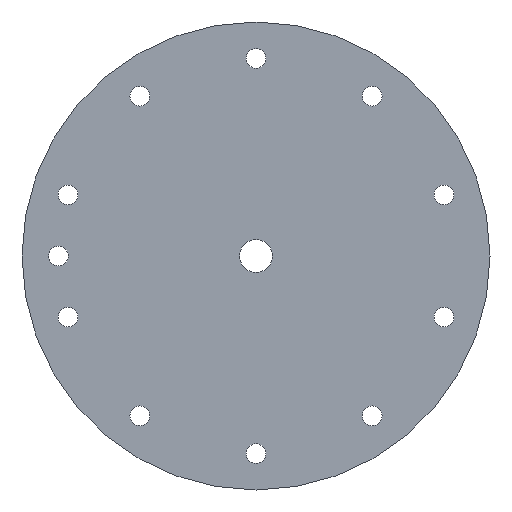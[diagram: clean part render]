
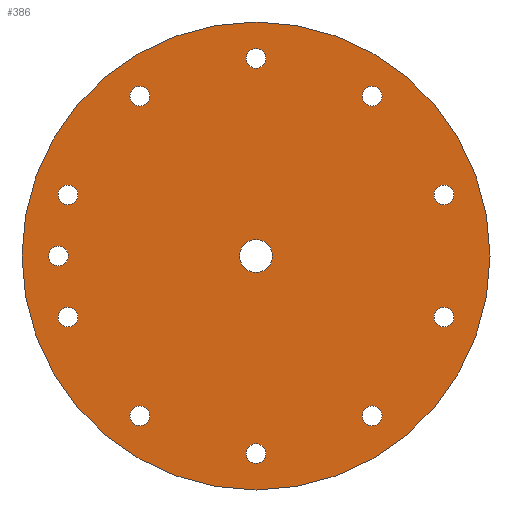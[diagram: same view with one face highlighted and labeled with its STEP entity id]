
A CAD part, front view. The second image highlights one B-rep face of the part: STEP entity #386.
In plain terms, the highlighted planar face has unit normal (0, -1, 0).
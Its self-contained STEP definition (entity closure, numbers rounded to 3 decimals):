
#30=FACE_BOUND('',#100,.T.);
#31=FACE_BOUND('',#101,.T.);
#32=FACE_BOUND('',#102,.T.);
#33=FACE_BOUND('',#103,.T.);
#34=FACE_BOUND('',#104,.T.);
#35=FACE_BOUND('',#105,.T.);
#36=FACE_BOUND('',#106,.T.);
#37=FACE_BOUND('',#107,.T.);
#38=FACE_BOUND('',#108,.T.);
#39=FACE_BOUND('',#109,.T.);
#40=FACE_BOUND('',#110,.T.);
#41=FACE_BOUND('',#111,.T.);
#45=PLANE('',#458);
#65=FACE_OUTER_BOUND('',#99,.T.);
#99=EDGE_LOOP('',(#339));
#100=EDGE_LOOP('',(#340));
#101=EDGE_LOOP('',(#341));
#102=EDGE_LOOP('',(#342));
#103=EDGE_LOOP('',(#343));
#104=EDGE_LOOP('',(#344));
#105=EDGE_LOOP('',(#345));
#106=EDGE_LOOP('',(#346));
#107=EDGE_LOOP('',(#347));
#108=EDGE_LOOP('',(#348));
#109=EDGE_LOOP('',(#349));
#110=EDGE_LOOP('',(#350));
#111=EDGE_LOOP('',(#351));
#148=CIRCLE('',#414,1.27);
#150=CIRCLE('',#417,1.27);
#152=CIRCLE('',#420,1.27);
#154=CIRCLE('',#423,1.27);
#156=CIRCLE('',#426,1.27);
#158=CIRCLE('',#429,1.27);
#160=CIRCLE('',#432,1.27);
#162=CIRCLE('',#435,1.27);
#164=CIRCLE('',#438,1.27);
#166=CIRCLE('',#441,1.27);
#171=CIRCLE('',#450,2.1);
#173=CIRCLE('',#453,1.27);
#175=CIRCLE('',#456,30.);
#180=VERTEX_POINT('',#594);
#182=VERTEX_POINT('',#600);
#184=VERTEX_POINT('',#606);
#186=VERTEX_POINT('',#612);
#188=VERTEX_POINT('',#618);
#190=VERTEX_POINT('',#624);
#192=VERTEX_POINT('',#630);
#194=VERTEX_POINT('',#636);
#196=VERTEX_POINT('',#642);
#198=VERTEX_POINT('',#648);
#203=VERTEX_POINT('',#665);
#205=VERTEX_POINT('',#671);
#207=VERTEX_POINT('',#677);
#214=EDGE_CURVE('',#180,#180,#148,.T.);
#217=EDGE_CURVE('',#182,#182,#150,.T.);
#220=EDGE_CURVE('',#184,#184,#152,.T.);
#223=EDGE_CURVE('',#186,#186,#154,.T.);
#226=EDGE_CURVE('',#188,#188,#156,.T.);
#229=EDGE_CURVE('',#190,#190,#158,.T.);
#232=EDGE_CURVE('',#192,#192,#160,.T.);
#235=EDGE_CURVE('',#194,#194,#162,.T.);
#238=EDGE_CURVE('',#196,#196,#164,.T.);
#241=EDGE_CURVE('',#198,#198,#166,.T.);
#249=EDGE_CURVE('',#203,#203,#171,.T.);
#252=EDGE_CURVE('',#205,#205,#173,.T.);
#255=EDGE_CURVE('',#207,#207,#175,.T.);
#339=ORIENTED_EDGE('',*,*,#255,.F.);
#340=ORIENTED_EDGE('',*,*,#214,.T.);
#341=ORIENTED_EDGE('',*,*,#217,.T.);
#342=ORIENTED_EDGE('',*,*,#220,.T.);
#343=ORIENTED_EDGE('',*,*,#223,.T.);
#344=ORIENTED_EDGE('',*,*,#226,.T.);
#345=ORIENTED_EDGE('',*,*,#229,.T.);
#346=ORIENTED_EDGE('',*,*,#232,.T.);
#347=ORIENTED_EDGE('',*,*,#235,.T.);
#348=ORIENTED_EDGE('',*,*,#238,.T.);
#349=ORIENTED_EDGE('',*,*,#241,.T.);
#350=ORIENTED_EDGE('',*,*,#249,.T.);
#351=ORIENTED_EDGE('',*,*,#252,.T.);
#386=ADVANCED_FACE('',(#65,#30,#31,#32,#33,#34,#35,#36,#37,#38,#39,#40,
#41),#45,.F.);
#414=AXIS2_PLACEMENT_3D('',#596,#477,#478);
#417=AXIS2_PLACEMENT_3D('',#602,#484,#485);
#420=AXIS2_PLACEMENT_3D('',#608,#491,#492);
#423=AXIS2_PLACEMENT_3D('',#614,#498,#499);
#426=AXIS2_PLACEMENT_3D('',#620,#505,#506);
#429=AXIS2_PLACEMENT_3D('',#626,#512,#513);
#432=AXIS2_PLACEMENT_3D('',#632,#519,#520);
#435=AXIS2_PLACEMENT_3D('',#638,#526,#527);
#438=AXIS2_PLACEMENT_3D('',#644,#533,#534);
#441=AXIS2_PLACEMENT_3D('',#650,#540,#541);
#450=AXIS2_PLACEMENT_3D('',#667,#561,#562);
#453=AXIS2_PLACEMENT_3D('',#673,#568,#569);
#456=AXIS2_PLACEMENT_3D('',#679,#575,#576);
#458=AXIS2_PLACEMENT_3D('',#681,#579,#580);
#477=DIRECTION('center_axis',(0.,1.,0.));
#478=DIRECTION('ref_axis',(1.,0.,0.));
#484=DIRECTION('center_axis',(0.,1.,0.));
#485=DIRECTION('ref_axis',(1.,0.,0.));
#491=DIRECTION('center_axis',(0.,1.,0.));
#492=DIRECTION('ref_axis',(1.,0.,0.));
#498=DIRECTION('center_axis',(0.,1.,0.));
#499=DIRECTION('ref_axis',(1.,0.,0.));
#505=DIRECTION('center_axis',(0.,1.,0.));
#506=DIRECTION('ref_axis',(1.,0.,0.));
#512=DIRECTION('center_axis',(0.,1.,0.));
#513=DIRECTION('ref_axis',(1.,0.,0.));
#519=DIRECTION('center_axis',(0.,1.,0.));
#520=DIRECTION('ref_axis',(1.,0.,0.));
#526=DIRECTION('center_axis',(0.,1.,0.));
#527=DIRECTION('ref_axis',(1.,0.,0.));
#533=DIRECTION('center_axis',(0.,1.,0.));
#534=DIRECTION('ref_axis',(1.,0.,0.));
#540=DIRECTION('center_axis',(0.,1.,0.));
#541=DIRECTION('ref_axis',(1.,0.,0.));
#561=DIRECTION('center_axis',(0.,1.,0.));
#562=DIRECTION('ref_axis',(1.,0.,0.));
#568=DIRECTION('center_axis',(0.,1.,0.));
#569=DIRECTION('ref_axis',(1.,0.,0.));
#575=DIRECTION('center_axis',(0.,1.,0.));
#576=DIRECTION('ref_axis',(-1.,0.,0.));
#579=DIRECTION('center_axis',(0.,1.,0.));
#580=DIRECTION('ref_axis',(0.,0.,1.));
#594=CARTESIAN_POINT('',(-1.27,0.,25.338));
#596=CARTESIAN_POINT('Origin',(0.,0.,25.338));
#600=CARTESIAN_POINT('',(-25.368,0.,7.83));
#602=CARTESIAN_POINT('Origin',(-24.098,0.,7.83));
#606=CARTESIAN_POINT('',(-16.163,0.,-20.499));
#608=CARTESIAN_POINT('Origin',(-14.893,0.,-20.499));
#612=CARTESIAN_POINT('',(22.828,0.,7.83));
#614=CARTESIAN_POINT('Origin',(24.098,0.,7.83));
#618=CARTESIAN_POINT('',(22.828,0.,-7.83));
#620=CARTESIAN_POINT('Origin',(24.098,0.,-7.83));
#624=CARTESIAN_POINT('',(-25.368,0.,-7.83));
#626=CARTESIAN_POINT('Origin',(-24.098,0.,-7.83));
#630=CARTESIAN_POINT('',(-16.163,0.,20.499));
#632=CARTESIAN_POINT('Origin',(-14.893,0.,20.499));
#636=CARTESIAN_POINT('',(-1.27,0.,-25.338));
#638=CARTESIAN_POINT('Origin',(0.,0.,-25.338));
#642=CARTESIAN_POINT('',(13.623,0.,20.499));
#644=CARTESIAN_POINT('Origin',(14.893,0.,20.499));
#648=CARTESIAN_POINT('',(13.623,0.,-20.499));
#650=CARTESIAN_POINT('Origin',(14.893,0.,-20.499));
#665=CARTESIAN_POINT('',(-2.1,0.,0.));
#667=CARTESIAN_POINT('Origin',(0.,0.,0.));
#671=CARTESIAN_POINT('',(-26.608,0.,0.));
#673=CARTESIAN_POINT('Origin',(-25.338,0.,0.));
#677=CARTESIAN_POINT('',(30.,0.,0.));
#679=CARTESIAN_POINT('Origin',(0.,0.,0.));
#681=CARTESIAN_POINT('Origin',(0.,0.,0.));
